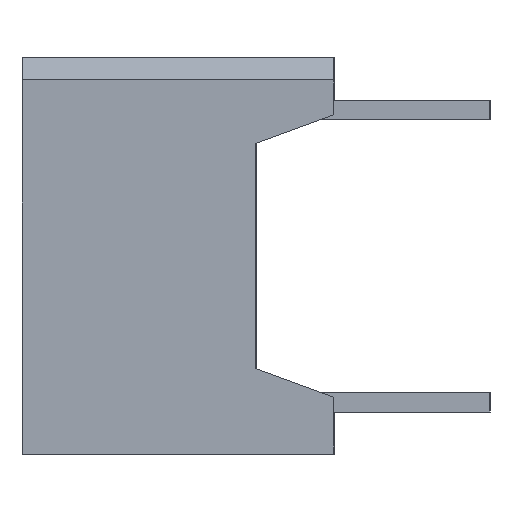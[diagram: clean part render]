
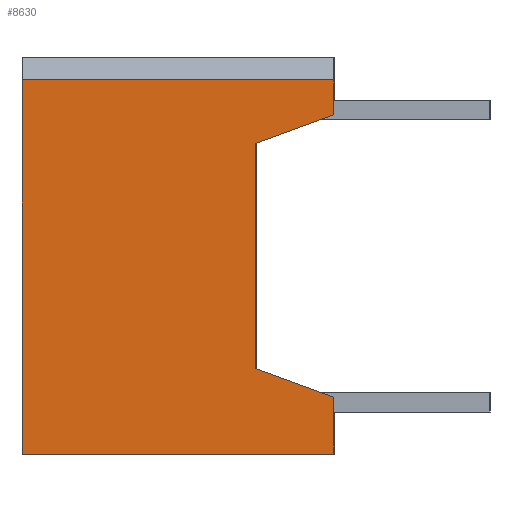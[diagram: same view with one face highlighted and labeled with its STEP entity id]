
A CAD part, left-side view. The second image highlights one B-rep face of the part: STEP entity #8630.
In plain terms, the highlighted planar face has unit normal (-1, 0, 0).
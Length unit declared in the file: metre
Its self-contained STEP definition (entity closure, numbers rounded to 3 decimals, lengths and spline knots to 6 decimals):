
#2578=ORIENTED_EDGE('',*,*,#4200,.T.);
#2579=ORIENTED_EDGE('',*,*,#4208,.T.);
#2580=ORIENTED_EDGE('',*,*,#4205,.T.);
#2581=ORIENTED_EDGE('',*,*,#4209,.F.);
#2582=ORIENTED_EDGE('',*,*,#4210,.F.);
#2583=ORIENTED_EDGE('',*,*,#4211,.T.);
#2584=ORIENTED_EDGE('',*,*,#4212,.T.);
#2585=ORIENTED_EDGE('',*,*,#4213,.T.);
#4200=EDGE_CURVE('',#5021,#5022,#5877,.T.);
#4205=EDGE_CURVE('',#5027,#5025,#5882,.T.);
#4208=EDGE_CURVE('',#5022,#5027,#5885,.T.);
#4209=EDGE_CURVE('',#5029,#5025,#5886,.T.);
#4210=EDGE_CURVE('',#5030,#5029,#5887,.T.);
#4211=EDGE_CURVE('',#5030,#5031,#5888,.T.);
#4212=EDGE_CURVE('',#5031,#5032,#5889,.T.);
#4213=EDGE_CURVE('',#5032,#5021,#5890,.T.);
#5021=VERTEX_POINT('',#16045);
#5022=VERTEX_POINT('',#16047);
#5025=VERTEX_POINT('',#16057);
#5027=VERTEX_POINT('',#16060);
#5029=VERTEX_POINT('',#16067);
#5030=VERTEX_POINT('',#16069);
#5031=VERTEX_POINT('',#16071);
#5032=VERTEX_POINT('',#16073);
#5877=LINE('',#16048,#6752);
#5882=LINE('',#16059,#6757);
#5885=LINE('',#16065,#6760);
#5886=LINE('',#16066,#6761);
#5887=LINE('',#16068,#6762);
#5888=LINE('',#16070,#6763);
#5889=LINE('',#16072,#6764);
#5890=LINE('',#16074,#6765);
#6752=VECTOR('',#12503,1.);
#6757=VECTOR('',#12512,1.);
#6760=VECTOR('',#12517,1.);
#6761=VECTOR('',#12518,1.);
#6762=VECTOR('',#12519,1.);
#6763=VECTOR('',#12520,1.);
#6764=VECTOR('',#12521,1.);
#6765=VECTOR('',#12522,1.);
#7247=EDGE_LOOP('',(#2578,#2579,#2580,#2581,#2582,#2583,#2584,#2585));
#7766=FACE_BOUND('',#7247,.T.);
#8169=PLANE('',#10393);
#8630=ADVANCED_FACE('',(#7766),#8169,.T.);
#10393=AXIS2_PLACEMENT_3D('',#16064,#12515,#12516);
#12503=DIRECTION('',(0.,-0.94,0.342));
#12512=DIRECTION('',(0.,1.,0.));
#12515=DIRECTION('',(-1.,0.,0.));
#12516=DIRECTION('',(0.,0.,1.));
#12517=DIRECTION('',(0.,0.,1.));
#12518=DIRECTION('',(0.,0.,1.));
#12519=DIRECTION('',(0.,1.,0.));
#12520=DIRECTION('',(0.,0.,1.));
#12521=DIRECTION('',(0.,0.94,0.342));
#12522=DIRECTION('',(0.,0.,1.));
#16045=CARTESIAN_POINT('',(-0.0127,-0.006,0.002892));
#16047=CARTESIAN_POINT('',(-0.0127,-0.008,0.00362));
#16048=CARTESIAN_POINT('',(-0.0127,-0.012311,0.005189));
#16057=CARTESIAN_POINT('',(-0.0127,0.,0.004514));
#16059=CARTESIAN_POINT('',(-0.0127,-0.008,0.004514));
#16060=CARTESIAN_POINT('',(-0.0127,-0.008,0.004514));
#16064=CARTESIAN_POINT('',(-0.0127,-0.008,0.));
#16065=CARTESIAN_POINT('',(-0.0127,-0.008,0.));
#16066=CARTESIAN_POINT('',(-0.0127,0.,0.));
#16067=CARTESIAN_POINT('',(-0.0127,0.,-0.00508));
#16068=CARTESIAN_POINT('',(-0.0127,-0.008,-0.00508));
#16069=CARTESIAN_POINT('',(-0.0127,-0.008,-0.00508));
#16070=CARTESIAN_POINT('',(-0.0127,-0.008,0.));
#16071=CARTESIAN_POINT('',(-0.0127,-0.008,-0.00362));
#16072=CARTESIAN_POINT('',(-0.0127,-0.012311,-0.005189));
#16073=CARTESIAN_POINT('',(-0.0127,-0.006,-0.002892));
#16074=CARTESIAN_POINT('',(-0.0127,-0.006,0.));
